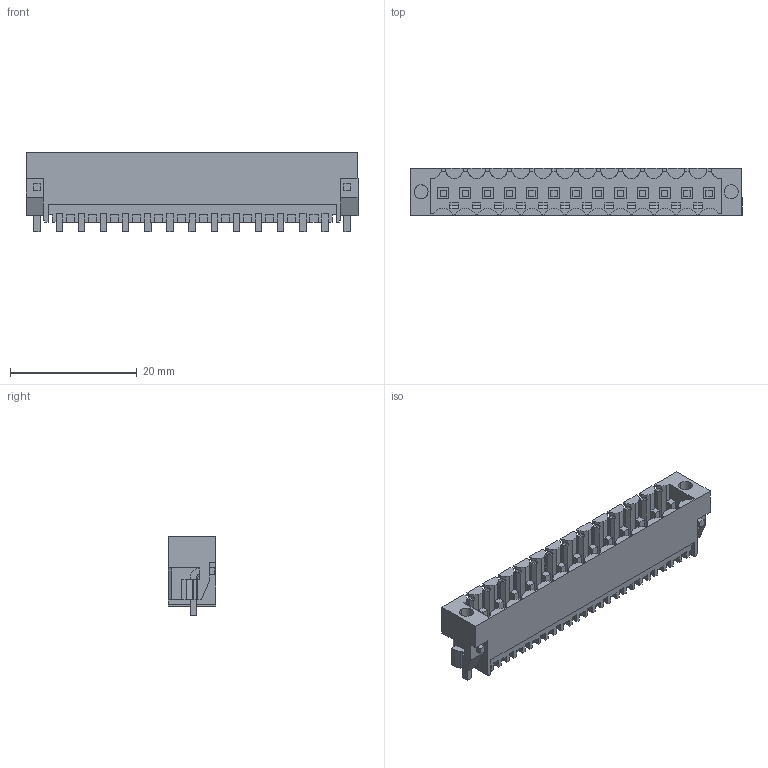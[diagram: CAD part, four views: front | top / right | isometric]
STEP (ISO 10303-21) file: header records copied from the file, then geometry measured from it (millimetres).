
FILE_DESCRIPTION(('CATIA V5 STEP Exchange','CAx-IF Rec.Pracs.--- Model Styling and Organization---1.2---2011-12-15'),'2;1');
FILE_NAME ('D1456504_0_1804810000_1804810000.stp','2018-03-20T09:45:38+00:00',('none'),('Weidmueller'),'CATIA Version 5-6 Release 2014','CATIA V5 STEP AP214','none');
FILE_SCHEMA(('AUTOMOTIVE_DESIGN { 1 0 10303 214 1 1 1 1 }'));
Length unit declared in the file: millimetre
Products named in the file (1): 1804810000
Bounding box: 52.45 x 7.45 x 12.55 mm (x, y, z)
Volume: 1778 mm3; surface area: 4685.6 mm2
Topology: 16 solids, 16 shells, 1068 faces, 3144 edges, 2135 vertices
Faces by surface type: plane 965, cylinder 103
Entity records: 33763 total; most frequent: ORIENTED_EDGE 6288, CARTESIAN_POINT 6233, DIRECTION 4225, EDGE_CURVE 3144, VECTOR 2886, LINE 2886, VERTEX_POINT 2135, EDGE_LOOP 1125
